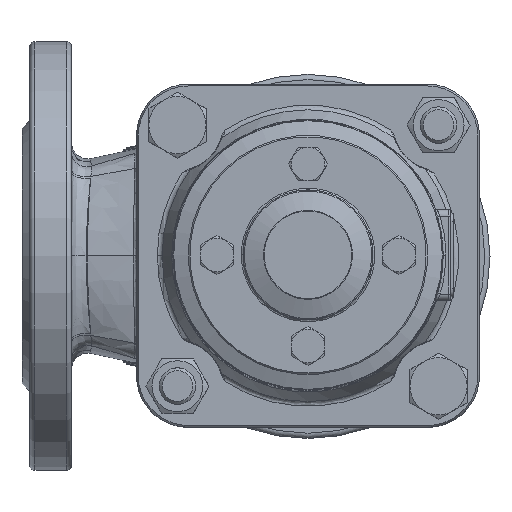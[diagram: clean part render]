
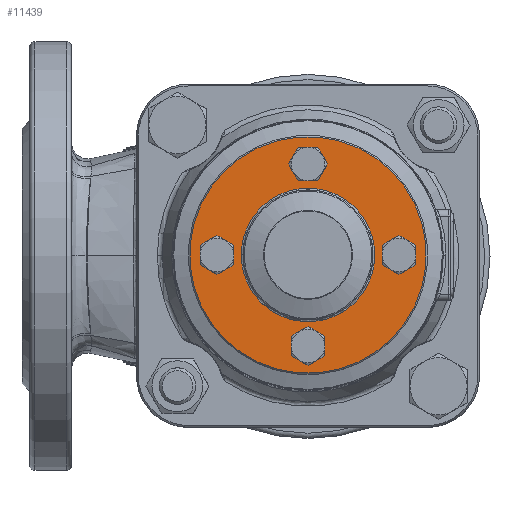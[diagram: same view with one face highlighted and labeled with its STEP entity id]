
A CAD part, top view. The second image highlights one B-rep face of the part: STEP entity #11439.
In plain terms, the highlighted planar face has unit normal (0, 0, 1).
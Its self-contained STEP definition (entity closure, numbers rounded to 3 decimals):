
#10940=CARTESIAN_POINT('',(32.173,32.173,229.3));
#10941=VERTEX_POINT('',#10940);
#10948=CARTESIAN_POINT('',(-32.173,-32.173,229.3));
#10949=VERTEX_POINT('',#10948);
#10950=CARTESIAN_POINT('',(-0.,-0.,229.3));
#10951=DIRECTION('',(-0.,-0.,1.));
#10952=DIRECTION('',(0.707,0.707,0.));
#10953=AXIS2_PLACEMENT_3D('',#10950,#10951,#10952);
#10954=CIRCLE('',#10953,45.5);
#10955=EDGE_CURVE('NONE',#10949,#10941,#10954,.T.);
#10957=CARTESIAN_POINT('',(-0.,-0.,229.3));
#10958=DIRECTION('',(-0.,-0.,1.));
#10959=DIRECTION('',(0.707,0.707,0.));
#10960=AXIS2_PLACEMENT_3D('',#10957,#10958,#10959);
#10961=CIRCLE('',#10960,45.5);
#10962=EDGE_CURVE('NONE',#10941,#10949,#10961,.T.);
#10991=CARTESIAN_POINT('',(18.173,18.173,229.3));
#10992=VERTEX_POINT('',#10991);
#11110=CARTESIAN_POINT('',(-18.173,-18.173,229.3));
#11111=VERTEX_POINT('',#11110);
#11112=CARTESIAN_POINT('',(-0.,-0.,229.3));
#11113=DIRECTION('',(0.,0.,-1.));
#11114=DIRECTION('',(0.707,0.707,0.));
#11115=AXIS2_PLACEMENT_3D('',#11112,#11113,#11114);
#11116=CIRCLE('',#11115,25.7);
#11117=EDGE_CURVE('NONE',#11111,#10992,#11116,.T.);
#11119=CARTESIAN_POINT('',(-0.,-0.,229.3));
#11120=DIRECTION('',(0.,0.,-1.));
#11121=DIRECTION('',(0.707,0.707,0.));
#11122=AXIS2_PLACEMENT_3D('',#11119,#11120,#11121);
#11123=CIRCLE('',#11122,25.7);
#11124=EDGE_CURVE('NONE',#10992,#11111,#11123,.T.);
#11426=CARTESIAN_POINT('',(-32.527,32.527,229.3));
#11427=DIRECTION('',(0.,0.,-1.));
#11428=DIRECTION('',(0.707,0.707,0.));
#11429=AXIS2_PLACEMENT_3D('',#11426,#11427,#11428);
#11430=PLANE('',#11429);
#11431=ORIENTED_EDGE('',*,*,#10962,.T.);
#11432=ORIENTED_EDGE('',*,*,#10955,.T.);
#11433=EDGE_LOOP('',(#11431,#11432));
#11434=FACE_BOUND('',#11433,.T.);
#11435=ORIENTED_EDGE('',*,*,#11124,.T.);
#11436=ORIENTED_EDGE('',*,*,#11117,.T.);
#11437=EDGE_LOOP('',(#11435,#11436));
#11438=FACE_BOUND('',#11437,.T.);
#11439=ADVANCED_FACE('NONE',(#11434,#11438),#11430,.F.);
